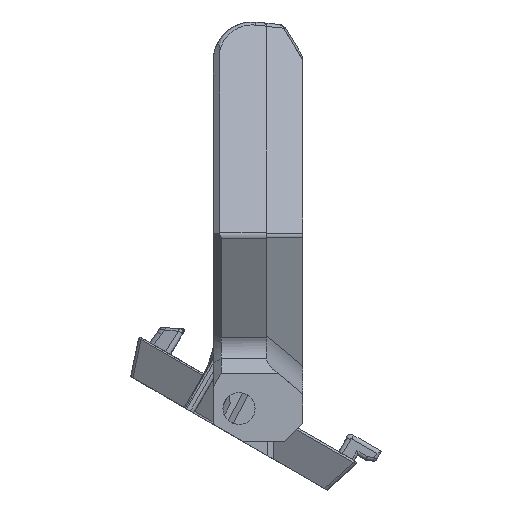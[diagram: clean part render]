
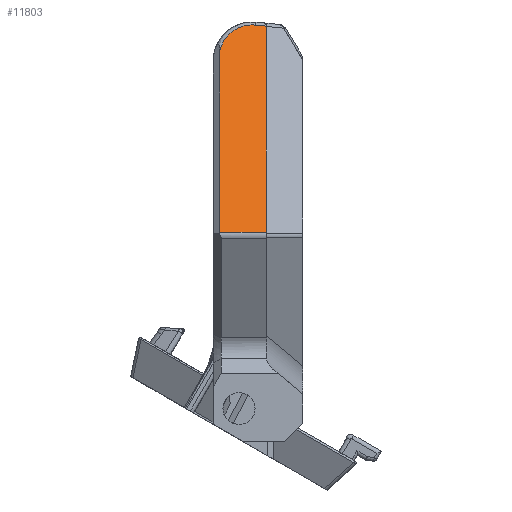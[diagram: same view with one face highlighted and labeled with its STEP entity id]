
A CAD part, left-side view. The second image highlights one B-rep face of the part: STEP entity #11803.
In plain terms, the highlighted planar face has unit normal (-0.866, 0, 0.5).
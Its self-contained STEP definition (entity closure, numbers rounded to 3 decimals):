
#167=ELLIPSE('',#12648,3.926,3.4);
#168=ELLIPSE('',#12649,0.974,0.6);
#1539=FACE_OUTER_BOUND('',#2220,.T.);
#2220=EDGE_LOOP('',(#9693,#9694,#9695,#9696,#9697,#9698));
#3218=LINE('',#21669,#4273);
#3220=LINE('',#21675,#4275);
#3226=LINE('',#21690,#4281);
#3227=LINE('',#21693,#4282);
#4273=VECTOR('',#14915,10.);
#4275=VECTOR('',#14921,10.);
#4281=VECTOR('',#14933,10.);
#4282=VECTOR('',#14936,10.);
#5387=VERTEX_POINT('',#21666);
#5388=VERTEX_POINT('',#21668);
#5389=VERTEX_POINT('',#21672);
#5395=VERTEX_POINT('',#21687);
#5396=VERTEX_POINT('',#21688);
#5397=VERTEX_POINT('',#21691);
#6913=EDGE_CURVE('',#5387,#5388,#3218,.T.);
#6916=EDGE_CURVE('',#5389,#5387,#3220,.F.);
#6922=EDGE_CURVE('',#5395,#5396,#167,.T.);
#6923=EDGE_CURVE('',#5388,#5395,#3226,.T.);
#6924=EDGE_CURVE('',#5397,#5389,#168,.T.);
#6925=EDGE_CURVE('',#5396,#5397,#3227,.T.);
#9693=ORIENTED_EDGE('',*,*,#6922,.F.);
#9694=ORIENTED_EDGE('',*,*,#6923,.F.);
#9695=ORIENTED_EDGE('',*,*,#6913,.F.);
#9696=ORIENTED_EDGE('',*,*,#6916,.F.);
#9697=ORIENTED_EDGE('',*,*,#6924,.F.);
#9698=ORIENTED_EDGE('',*,*,#6925,.F.);
#11279=PLANE('',#12647);
#11803=ADVANCED_FACE('',(#1539),#11279,.T.);
#12647=AXIS2_PLACEMENT_3D('',#21686,#14929,#14930);
#12648=AXIS2_PLACEMENT_3D('',#21689,#14931,#14932);
#12649=AXIS2_PLACEMENT_3D('',#21692,#14934,#14935);
#14915=DIRECTION('',(0.,1.,0.));
#14921=DIRECTION('',(0.5,0.,0.866));
#14929=DIRECTION('center_axis',(-0.866,0.,
0.5));
#14930=DIRECTION('ref_axis',(-0.5,0.,-0.866));
#14931=DIRECTION('center_axis',(0.866,0.,
-0.5));
#14932=DIRECTION('ref_axis',(0.5,0.,0.866));
#14933=DIRECTION('',(0.5,0.,0.866));
#14934=DIRECTION('center_axis',(0.866,0.,
-0.5));
#14935=DIRECTION('ref_axis',(0.173,-0.938,0.3));
#14936=DIRECTION('',(-0.055,-0.994,-0.096));
#21666=CARTESIAN_POINT('',(-24.768,-149.07,-34.7));
#21668=CARTESIAN_POINT('',(-24.768,-144.266,-34.7));
#21669=CARTESIAN_POINT('',(-24.768,-143.608,-34.7));
#21672=CARTESIAN_POINT('',(-12.554,-149.07,-13.544));
#21675=CARTESIAN_POINT('',(-14.16,-149.07,-16.325));
#21686=CARTESIAN_POINT('Origin',(-12.644,-143.608,-13.7));
#21687=CARTESIAN_POINT('',(-14.063,-144.266,-16.158));
#21688=CARTESIAN_POINT('',(-12.472,-147.934,-13.402));
#21689=CARTESIAN_POINT('Origin',(-14.426,-147.608,-16.786));
#21690=CARTESIAN_POINT('',(-14.16,-144.266,-16.325));
#21691=CARTESIAN_POINT('',(-12.535,-149.068,-13.511));
#21692=CARTESIAN_POINT('Origin',(-12.656,-148.133,-13.721));
#21693=CARTESIAN_POINT('',(-12.377,-146.226,-13.237));
